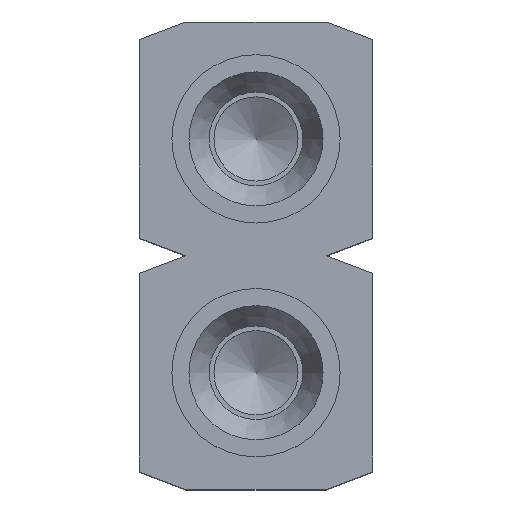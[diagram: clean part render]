
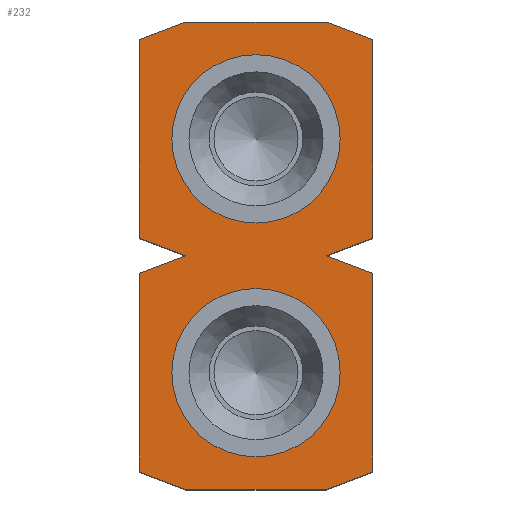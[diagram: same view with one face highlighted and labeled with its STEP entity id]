
A CAD part, top view. The second image highlights one B-rep face of the part: STEP entity #232.
In plain terms, the highlighted planar face has unit normal (0, 0, 1).
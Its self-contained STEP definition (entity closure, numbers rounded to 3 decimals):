
#32 = VERTEX_POINT('',#33);
#33 = CARTESIAN_POINT('',(-0.762,-2.54,4.083));
#39 = EDGE_CURVE('',#32,#40,#42,.T.);
#40 = VERTEX_POINT('',#41);
#41 = CARTESIAN_POINT('',(-1.27,-2.35,4.083));
#42 = LINE('',#43,#44);
#43 = CARTESIAN_POINT('',(-0.762,-2.54,4.083));
#44 = VECTOR('',#45,1.);
#45 = DIRECTION('',(-0.936,0.351,0.)
  );
#215 = VERTEX_POINT('',#216);
#216 = CARTESIAN_POINT('',(0.762,-2.54,4.083));
#222 = EDGE_CURVE('',#32,#215,#223,.T.);
#223 = LINE('',#224,#225);
#224 = CARTESIAN_POINT('',(-1.27,-2.54,4.083));
#225 = VECTOR('',#226,1.);
#226 = DIRECTION('',(1.,0.,0.));
#232 = ADVANCED_FACE('',(#233,#331,#351),#371,.T.);
#233 = FACE_BOUND('',#234,.T.);
#234 = EDGE_LOOP('',(#235,#243,#244,#245,#253,#261,#269,#277,#285,#293,
    #301,#309,#317,#325));
#235 = ORIENTED_EDGE('',*,*,#236,.T.);
#236 = EDGE_CURVE('',#237,#40,#239,.T.);
#237 = VERTEX_POINT('',#238);
#238 = CARTESIAN_POINT('',(-1.27,-0.191,4.083));
#239 = LINE('',#240,#241);
#240 = CARTESIAN_POINT('',(-1.27,2.54,4.083));
#241 = VECTOR('',#242,1.);
#242 = DIRECTION('',(0.,-1.,0.));
#243 = ORIENTED_EDGE('',*,*,#39,.F.);
#244 = ORIENTED_EDGE('',*,*,#222,.T.);
#245 = ORIENTED_EDGE('',*,*,#246,.F.);
#246 = EDGE_CURVE('',#247,#215,#249,.T.);
#247 = VERTEX_POINT('',#248);
#248 = CARTESIAN_POINT('',(1.27,-2.35,4.083));
#249 = LINE('',#250,#251);
#250 = CARTESIAN_POINT('',(1.27,-2.35,4.083));
#251 = VECTOR('',#252,1.);
#252 = DIRECTION('',(-0.936,-0.351,
    0.));
#253 = ORIENTED_EDGE('',*,*,#254,.T.);
#254 = EDGE_CURVE('',#247,#255,#257,.T.);
#255 = VERTEX_POINT('',#256);
#256 = CARTESIAN_POINT('',(1.27,-0.191,4.083));
#257 = LINE('',#258,#259);
#258 = CARTESIAN_POINT('',(1.27,-2.54,4.083));
#259 = VECTOR('',#260,1.);
#260 = DIRECTION('',(0.,1.,0.));
#261 = ORIENTED_EDGE('',*,*,#262,.F.);
#262 = EDGE_CURVE('',#263,#255,#265,.T.);
#263 = VERTEX_POINT('',#264);
#264 = CARTESIAN_POINT('',(0.762,0.,4.083));
#265 = LINE('',#266,#267);
#266 = CARTESIAN_POINT('',(0.762,0.,4.083));
#267 = VECTOR('',#268,1.);
#268 = DIRECTION('',(0.936,-0.351,0.
    ));
#269 = ORIENTED_EDGE('',*,*,#270,.F.);
#270 = EDGE_CURVE('',#271,#263,#273,.T.);
#271 = VERTEX_POINT('',#272);
#272 = CARTESIAN_POINT('',(1.27,0.191,4.083));
#273 = LINE('',#274,#275);
#274 = CARTESIAN_POINT('',(1.27,0.191,4.083));
#275 = VECTOR('',#276,1.);
#276 = DIRECTION('',(-0.936,-0.351,
    0.));
#277 = ORIENTED_EDGE('',*,*,#278,.T.);
#278 = EDGE_CURVE('',#271,#279,#281,.T.);
#279 = VERTEX_POINT('',#280);
#280 = CARTESIAN_POINT('',(1.27,2.35,4.083));
#281 = LINE('',#282,#283);
#282 = CARTESIAN_POINT('',(1.27,-2.54,4.083));
#283 = VECTOR('',#284,1.);
#284 = DIRECTION('',(0.,1.,0.));
#285 = ORIENTED_EDGE('',*,*,#286,.F.);
#286 = EDGE_CURVE('',#287,#279,#289,.T.);
#287 = VERTEX_POINT('',#288);
#288 = CARTESIAN_POINT('',(0.762,2.54,4.083));
#289 = LINE('',#290,#291);
#290 = CARTESIAN_POINT('',(0.762,2.54,4.083));
#291 = VECTOR('',#292,1.);
#292 = DIRECTION('',(0.936,-0.351,0.
    ));
#293 = ORIENTED_EDGE('',*,*,#294,.T.);
#294 = EDGE_CURVE('',#287,#295,#297,.T.);
#295 = VERTEX_POINT('',#296);
#296 = CARTESIAN_POINT('',(-0.762,2.54,4.083));
#297 = LINE('',#298,#299);
#298 = CARTESIAN_POINT('',(1.27,2.54,4.083));
#299 = VECTOR('',#300,1.);
#300 = DIRECTION('',(-1.,0.,0.));
#301 = ORIENTED_EDGE('',*,*,#302,.F.);
#302 = EDGE_CURVE('',#303,#295,#305,.T.);
#303 = VERTEX_POINT('',#304);
#304 = CARTESIAN_POINT('',(-1.27,2.35,4.083));
#305 = LINE('',#306,#307);
#306 = CARTESIAN_POINT('',(-1.27,2.35,4.083));
#307 = VECTOR('',#308,1.);
#308 = DIRECTION('',(0.936,0.351,0.)
  );
#309 = ORIENTED_EDGE('',*,*,#310,.T.);
#310 = EDGE_CURVE('',#303,#311,#313,.T.);
#311 = VERTEX_POINT('',#312);
#312 = CARTESIAN_POINT('',(-1.27,0.191,4.083));
#313 = LINE('',#314,#315);
#314 = CARTESIAN_POINT('',(-1.27,2.54,4.083));
#315 = VECTOR('',#316,1.);
#316 = DIRECTION('',(0.,-1.,0.));
#317 = ORIENTED_EDGE('',*,*,#318,.F.);
#318 = EDGE_CURVE('',#319,#311,#321,.T.);
#319 = VERTEX_POINT('',#320);
#320 = CARTESIAN_POINT('',(-0.762,0.,4.083));
#321 = LINE('',#322,#323);
#322 = CARTESIAN_POINT('',(-0.762,0.,4.083));
#323 = VECTOR('',#324,1.);
#324 = DIRECTION('',(-0.936,0.351,0.)
  );
#325 = ORIENTED_EDGE('',*,*,#326,.F.);
#326 = EDGE_CURVE('',#237,#319,#327,.T.);
#327 = LINE('',#328,#329);
#328 = CARTESIAN_POINT('',(-1.27,-0.191,4.083));
#329 = VECTOR('',#330,1.);
#330 = DIRECTION('',(0.936,0.351,0.)
  );
#331 = FACE_BOUND('',#332,.T.);
#332 = EDGE_LOOP('',(#333,#344));
#333 = ORIENTED_EDGE('',*,*,#334,.F.);
#334 = EDGE_CURVE('',#335,#337,#339,.T.);
#335 = VERTEX_POINT('',#336);
#336 = CARTESIAN_POINT('',(0.,-0.356,4.083));
#337 = VERTEX_POINT('',#338);
#338 = CARTESIAN_POINT('',(-0.914,-1.27,4.083));
#339 = CIRCLE('',#340,0.914);
#340 = AXIS2_PLACEMENT_3D('',#341,#342,#343);
#341 = CARTESIAN_POINT('',(0.,-1.27,4.083));
#342 = DIRECTION('',(0.,0.,1.));
#343 = DIRECTION('',(0.,1.,0.));
#344 = ORIENTED_EDGE('',*,*,#345,.F.);
#345 = EDGE_CURVE('',#337,#335,#346,.T.);
#346 = CIRCLE('',#347,0.914);
#347 = AXIS2_PLACEMENT_3D('',#348,#349,#350);
#348 = CARTESIAN_POINT('',(0.,-1.27,4.083));
#349 = DIRECTION('',(0.,0.,1.));
#350 = DIRECTION('',(0.,1.,0.));
#351 = FACE_BOUND('',#352,.T.);
#352 = EDGE_LOOP('',(#353,#364));
#353 = ORIENTED_EDGE('',*,*,#354,.F.);
#354 = EDGE_CURVE('',#355,#357,#359,.T.);
#355 = VERTEX_POINT('',#356);
#356 = CARTESIAN_POINT('',(0.,2.184,4.083));
#357 = VERTEX_POINT('',#358);
#358 = CARTESIAN_POINT('',(-0.914,1.27,4.083));
#359 = CIRCLE('',#360,0.914);
#360 = AXIS2_PLACEMENT_3D('',#361,#362,#363);
#361 = CARTESIAN_POINT('',(0.,1.27,4.083));
#362 = DIRECTION('',(0.,0.,1.));
#363 = DIRECTION('',(0.,1.,0.));
#364 = ORIENTED_EDGE('',*,*,#365,.F.);
#365 = EDGE_CURVE('',#357,#355,#366,.T.);
#366 = CIRCLE('',#367,0.914);
#367 = AXIS2_PLACEMENT_3D('',#368,#369,#370);
#368 = CARTESIAN_POINT('',(0.,1.27,4.083));
#369 = DIRECTION('',(0.,0.,1.));
#370 = DIRECTION('',(0.,1.,0.));
#371 = PLANE('',#372);
#372 = AXIS2_PLACEMENT_3D('',#373,#374,#375);
#373 = CARTESIAN_POINT('',(0.,-2.54,4.083));
#374 = DIRECTION('',(0.,0.,1.));
#375 = DIRECTION('',(1.,0.,0.));
